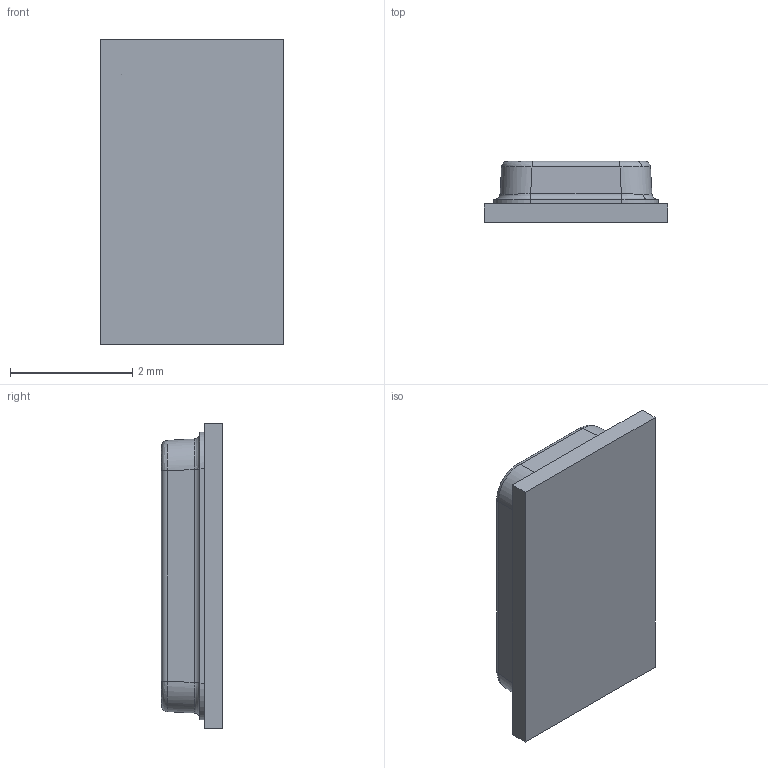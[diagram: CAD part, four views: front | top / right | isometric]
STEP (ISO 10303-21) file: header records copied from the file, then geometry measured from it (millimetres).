
FILE_DESCRIPTION(('FreeCAD Model'),'2;1');
FILE_NAME( 'MS5611-barometer.step', '2017-08-01T14:32:39',('kicad StepUp'),('ksu MCAD'), 'Open CASCADE STEP processor 6.8','FreeCAD','Unknown');
FILE_SCHEMA(('AUTOMOTIVE_DESIGN_CC2 { 1 2 10303 214 -1 1 5 4 }'));
Length unit declared in the file: millimetre
Products named in the file (1): MS5611-barometer
Bounding box: 3 x 1 x 5 mm (x, y, z)
Volume: 12.1 mm3; surface area: 43.2 mm2
Topology: 1 solids, 1 shells, 325 faces, 848 edges, 560 vertices
Faces by surface type: plane 161, bspline 141, cylinder 20, torus 2, sphere 1
Entity records: 18964 total; most frequent: CARTESIAN_POINT 9654, ORIENTED_EDGE 1694, DIRECTION 982, EDGE_CURVE 847, VERTEX_POINT 560, LINE 516, VECTOR 516, FACE_BOUND 361
